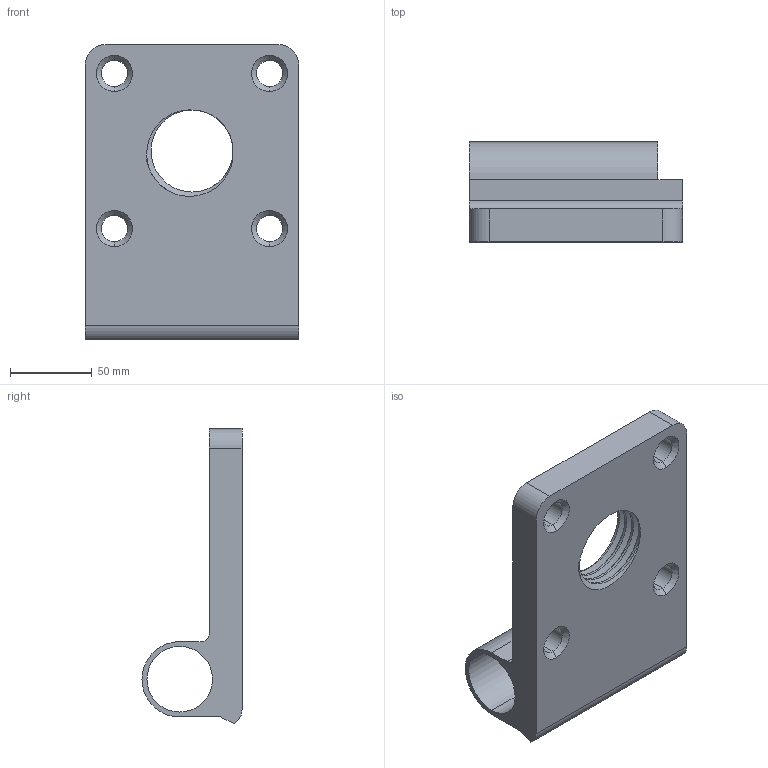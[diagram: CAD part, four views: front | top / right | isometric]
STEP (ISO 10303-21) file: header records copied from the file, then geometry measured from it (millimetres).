
FILE_DESCRIPTION (( 'STEP AP203' ), '1' );
FILE_NAME ('Slideee_Default_sldprt.STEP', '2024-10-13T13:51:46', ( '' ), ( '' ), 'SwSTEP 2.0', 'SolidWorks 2024', '' );
FILE_SCHEMA (( 'CONFIG_CONTROL_DESIGN' ));
Length unit declared in the file: millimetre
Products named in the file (1): Slideee_Default_sldprt
Bounding box: 130 x 61 x 180 mm (x, y, z)
Volume: 447315.3 mm3; surface area: 83803.9 mm2
Topology: 1 solids, 1 shells, 53 faces, 136 edges, 84 vertices
Faces by surface type: cylinder 23, cone 16, plane 11, bspline 3
Entity records: 3154 total; most frequent: CARTESIAN_POINT 1803, ORIENTED_EDGE 272, DIRECTION 264, EDGE_CURVE 136, AXIS2_PLACEMENT_3D 100, VERTEX_POINT 84, VECTOR 64, LINE 64
